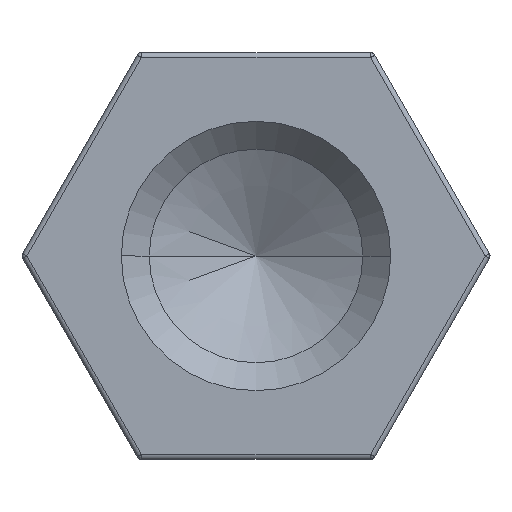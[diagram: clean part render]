
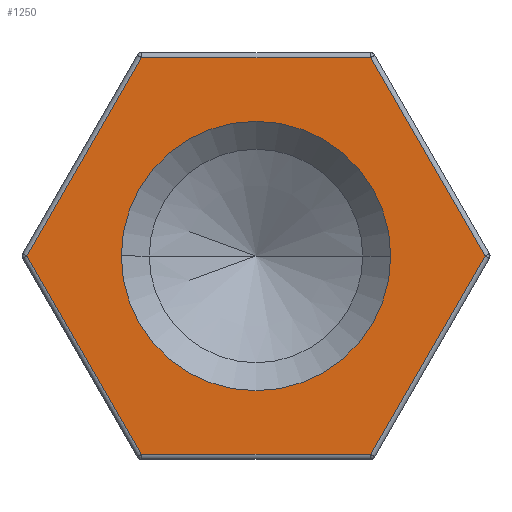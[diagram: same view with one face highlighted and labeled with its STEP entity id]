
A CAD part, left-side view. The second image highlights one B-rep face of the part: STEP entity #1250.
In plain terms, the highlighted planar face has unit normal (-1, 0, 0).
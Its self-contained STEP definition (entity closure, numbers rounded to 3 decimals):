
#5 = VECTOR ( 'NONE', #940, 1000. ) ;
#54 = AXIS2_PLACEMENT_3D ( 'NONE', #1330, #1320, #1292 ) ;
#80 = AXIS2_PLACEMENT_3D ( 'NONE', #421, #448, #347 ) ;
#87 = CARTESIAN_POINT ( 'NONE',  ( 0., 4.503, 0. ) ) ;
#103 = EDGE_CURVE ( 'NONE', #391, #994, #340, .T. ) ;
#118 = LINE ( 'NONE', #945, #504 ) ;
#142 = VECTOR ( 'NONE', #1333, 1000. ) ;
#145 = VECTOR ( 'NONE', #1352, 1000. ) ;
#147 = LINE ( 'NONE', #1337, #142 ) ;
#151 = VECTOR ( 'NONE', #1378, 1000. ) ;
#152 = PLANE ( 'NONE',  #1153 ) ;
#156 = LINE ( 'NONE', #1385, #145 ) ;
#158 = VECTOR ( 'NONE', #1249, 1000. ) ;
#161 = CIRCLE ( 'NONE', #54, 2.65 ) ;
#167 = LINE ( 'NONE', #1248, #151 ) ;
#171 = EDGE_CURVE ( 'NONE', #912, #682, #173, .T. ) ;
#173 = LINE ( 'NONE', #1306, #158 ) ;
#174 = EDGE_CURVE ( 'NONE', #543, #912, #167, .T. ) ;
#177 = EDGE_CURVE ( 'NONE', #682, #484, #156, .T. ) ;
#180 = EDGE_CURVE ( 'NONE', #461, #543, #147, .T. ) ;
#185 = EDGE_CURVE ( 'NONE', #994, #391, #161, .T. ) ;
#275 = EDGE_CURVE ( 'NONE', #484, #358, #118, .T. ) ;
#277 = EDGE_CURVE ( 'NONE', #358, #461, #1126, .T. ) ;
#339 = EDGE_LOOP ( 'NONE', ( #914, #918 ) ) ;
#340 = CIRCLE ( 'NONE', #80, 2.65 ) ;
#347 = DIRECTION ( 'NONE',  ( 0., 1., 0. ) ) ;
#358 = VERTEX_POINT ( 'NONE', #534 ) ;
#369 = DIRECTION ( 'NONE',  ( 0., 1., 0. ) ) ;
#391 = VERTEX_POINT ( 'NONE', #899 ) ;
#421 = CARTESIAN_POINT ( 'NONE',  ( 0., 0., 0. ) ) ;
#431 = CARTESIAN_POINT ( 'NONE',  ( 0., 2.252, -3.9 ) ) ;
#434 = CARTESIAN_POINT ( 'NONE',  ( 0., -4.503, 0. ) ) ;
#448 = DIRECTION ( 'NONE',  ( 1., 0., 0. ) ) ;
#461 = VERTEX_POINT ( 'NONE', #434 ) ;
#484 = VERTEX_POINT ( 'NONE', #431 ) ;
#504 = VECTOR ( 'NONE', #943, 1000. ) ;
#534 = CARTESIAN_POINT ( 'NONE',  ( 0., -2.252, -3.9 ) ) ;
#543 = VERTEX_POINT ( 'NONE', #847 ) ;
#544 = FACE_OUTER_BOUND ( 'NONE', #843, .T. ) ;
#682 = VERTEX_POINT ( 'NONE', #87 ) ;
#732 = ORIENTED_EDGE ( 'NONE', *, *, #171, .T. ) ;
#805 = CARTESIAN_POINT ( 'NONE',  ( 0., 2.252, 3.9 ) ) ;
#843 = EDGE_LOOP ( 'NONE', ( #1120, #1384, #732, #904, #905, #907 ) ) ;
#847 = CARTESIAN_POINT ( 'NONE',  ( 0., -2.252, 3.9 ) ) ;
#899 = CARTESIAN_POINT ( 'NONE',  ( 0., -2.65, 0. ) ) ;
#904 = ORIENTED_EDGE ( 'NONE', *, *, #177, .T. ) ;
#905 = ORIENTED_EDGE ( 'NONE', *, *, #275, .T. ) ;
#907 = ORIENTED_EDGE ( 'NONE', *, *, #277, .T. ) ;
#912 = VERTEX_POINT ( 'NONE', #805 ) ;
#914 = ORIENTED_EDGE ( 'NONE', *, *, #185, .T. ) ;
#918 = ORIENTED_EDGE ( 'NONE', *, *, #103, .T. ) ;
#940 = DIRECTION ( 'NONE',  ( 0., -0.5, 0.866 ) ) ;
#943 = DIRECTION ( 'NONE',  ( 0., -1., 0. ) ) ;
#945 = CARTESIAN_POINT ( 'NONE',  ( 0., 0., -3.9 ) ) ;
#994 = VERTEX_POINT ( 'NONE', #1149 ) ;
#1030 = CARTESIAN_POINT ( 'NONE',  ( 0., -3.377, -1.95 ) ) ;
#1120 = ORIENTED_EDGE ( 'NONE', *, *, #180, .T. ) ;
#1126 = LINE ( 'NONE', #1030, #5 ) ;
#1144 = DIRECTION ( 'NONE',  ( 1., 0., 0. ) ) ;
#1149 = CARTESIAN_POINT ( 'NONE',  ( 0., 2.65, 0. ) ) ;
#1153 = AXIS2_PLACEMENT_3D ( 'NONE', #1335, #1144, #369 ) ;
#1248 = CARTESIAN_POINT ( 'NONE',  ( 0., 0., 3.9 ) ) ;
#1249 = DIRECTION ( 'NONE',  ( 0., 0.5, -0.866 ) ) ;
#1250 = ADVANCED_FACE ( 'NONE', ( #544, #1329 ), #152, .F. ) ;
#1292 = DIRECTION ( 'NONE',  ( 0., 1., 0. ) ) ;
#1306 = CARTESIAN_POINT ( 'NONE',  ( 0., 3.377, 1.95 ) ) ;
#1320 = DIRECTION ( 'NONE',  ( 1., 0., 0. ) ) ;
#1329 = FACE_BOUND ( 'NONE', #339, .T. ) ;
#1330 = CARTESIAN_POINT ( 'NONE',  ( 0., 0., 0. ) ) ;
#1333 = DIRECTION ( 'NONE',  ( 0., 0.5, 0.866 ) ) ;
#1335 = CARTESIAN_POINT ( 'NONE',  ( 0., 0., 0. ) ) ;
#1337 = CARTESIAN_POINT ( 'NONE',  ( 0., -3.377, 1.95 ) ) ;
#1352 = DIRECTION ( 'NONE',  ( 0., -0.5, -0.866 ) ) ;
#1378 = DIRECTION ( 'NONE',  ( 0., 1., 0. ) ) ;
#1384 = ORIENTED_EDGE ( 'NONE', *, *, #174, .T. ) ;
#1385 = CARTESIAN_POINT ( 'NONE',  ( 0., 3.377, -1.95 ) ) ;
